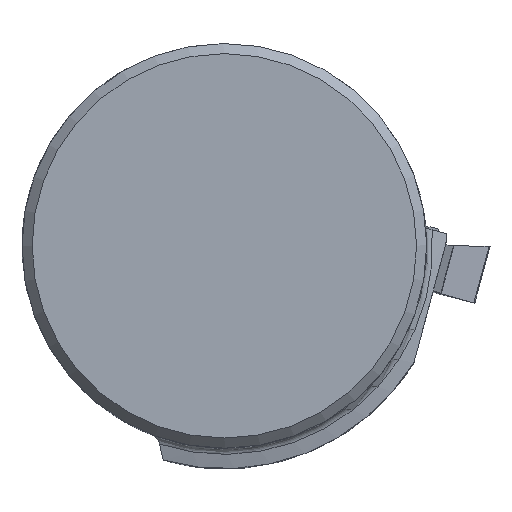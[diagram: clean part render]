
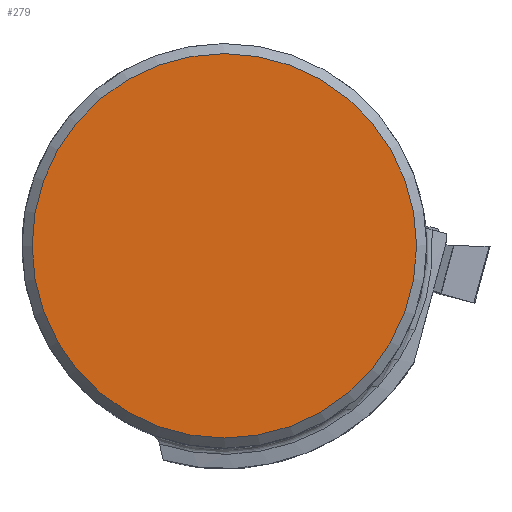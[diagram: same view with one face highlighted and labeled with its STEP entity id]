
A CAD part, top view. The second image highlights one B-rep face of the part: STEP entity #279.
In plain terms, the highlighted planar face has unit normal (0, 0, 1).
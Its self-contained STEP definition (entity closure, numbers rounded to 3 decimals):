
#202=CIRCLE('',#2003,19.);
#279=ADVANCED_FACE('',(#416),#336,.F.);
#336=PLANE('',#2005);
#416=FACE_OUTER_BOUND('',#512,.T.);
#512=EDGE_LOOP('',(#991));
#991=ORIENTED_EDGE('',*,*,#1454,.F.);
#1215=VERTEX_POINT('',#3308);
#1454=EDGE_CURVE('',#1215,#1215,#202,.T.);
#2003=AXIS2_PLACEMENT_3D('',#3307,#2479,#2480);
#2005=AXIS2_PLACEMENT_3D('',#3310,#2483,#2484);
#2479=DIRECTION('',(0.,0.,-1.));
#2480=DIRECTION('',(-1.,0.,0.));
#2483=DIRECTION('',(0.,0.,-1.));
#2484=DIRECTION('',(1.,0.,0.));
#3307=CARTESIAN_POINT('',(0.,0.,0.325));
#3308=CARTESIAN_POINT('',(-19.,0.,0.325));
#3310=CARTESIAN_POINT('',(0.,19.,0.325));
